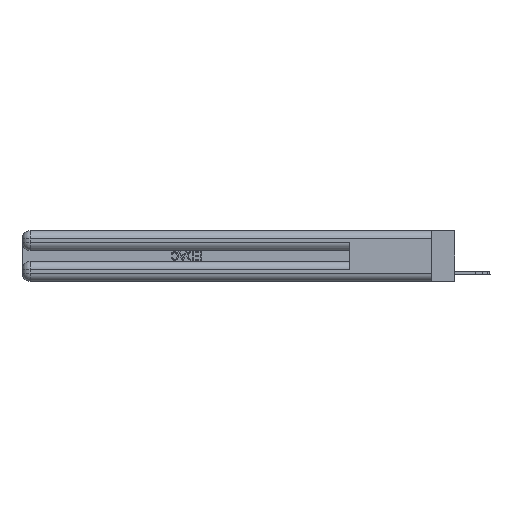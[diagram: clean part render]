
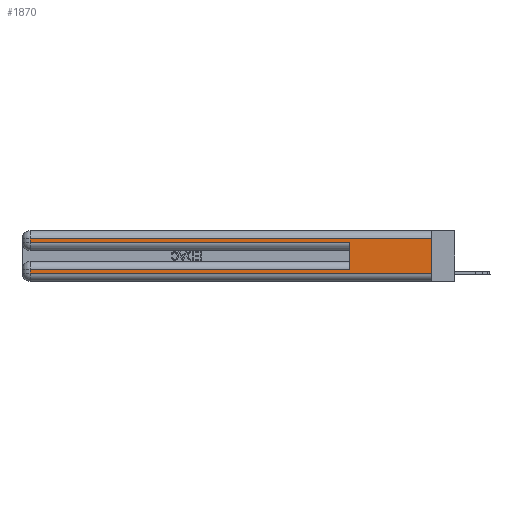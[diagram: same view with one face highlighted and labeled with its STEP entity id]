
A CAD part, left-side view. The second image highlights one B-rep face of the part: STEP entity #1870.
In plain terms, the highlighted planar face has unit normal (-1, 0, 0).
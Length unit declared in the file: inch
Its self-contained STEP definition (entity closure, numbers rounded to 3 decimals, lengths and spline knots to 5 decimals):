
#29 = EDGE_CURVE ( 'NONE', #14376, #26185, #3739, .T. ) ;
#800 = CARTESIAN_POINT ( 'NONE',  ( 0., 0., 0.37 ) ) ;
#1718 = CARTESIAN_POINT ( 'NONE',  ( 0., 0.6, 0.285 ) ) ;
#1870 = ADVANCED_FACE ( 'NONE', ( #10918 ), #15580, .F. ) ;
#2051 = EDGE_CURVE ( 'NONE', #9119, #26185, #16052, .T. ) ;
#2849 = CARTESIAN_POINT ( 'NONE',  ( 0., 0., 0.31 ) ) ;
#3033 = VERTEX_POINT ( 'NONE', #22971 ) ;
#3072 = ORIENTED_EDGE ( 'NONE', *, *, #2051, .F. ) ;
#3188 = VECTOR ( 'NONE', #8822, 39.37008 ) ;
#3484 = CARTESIAN_POINT ( 'NONE',  ( 0., 0.6, 0.085 ) ) ;
#3739 = LINE ( 'NONE', #27862, #16204 ) ;
#4291 = VECTOR ( 'NONE', #8159, 39.37008 ) ;
#5030 = DIRECTION ( 'NONE',  ( 0., 0., -1. ) ) ;
#5452 = DIRECTION ( 'NONE',  ( 1., 0., 0. ) ) ;
#5565 = ORIENTED_EDGE ( 'NONE', *, *, #13294, .T. ) ;
#5759 = LINE ( 'NONE', #7678, #4291 ) ;
#5801 = VERTEX_POINT ( 'NONE', #12888 ) ;
#6584 = VECTOR ( 'NONE', #11232, 39.37008 ) ;
#6983 = CARTESIAN_POINT ( 'NONE',  ( 0., 2.94, 0.37 ) ) ;
#7678 = CARTESIAN_POINT ( 'NONE',  ( 0., 0., 0.37 ) ) ;
#8060 = CARTESIAN_POINT ( 'NONE',  ( 0., 2.94, 0.31 ) ) ;
#8159 = DIRECTION ( 'NONE',  ( 0., 0., -1. ) ) ;
#8504 = LINE ( 'NONE', #18316, #3188 ) ;
#8616 = ORIENTED_EDGE ( 'NONE', *, *, #29, .T. ) ;
#8822 = DIRECTION ( 'NONE',  ( 0., 1., 0. ) ) ;
#9119 = VERTEX_POINT ( 'NONE', #3484 ) ;
#10918 = FACE_OUTER_BOUND ( 'NONE', #19619, .T. ) ;
#11232 = DIRECTION ( 'NONE',  ( 0., 0., 1. ) ) ;
#12888 = CARTESIAN_POINT ( 'NONE',  ( 0., 2.94, 0.06 ) ) ;
#13294 = EDGE_CURVE ( 'NONE', #18565, #5801, #17269, .T. ) ;
#13568 = VECTOR ( 'NONE', #16797, 39.37008 ) ;
#14085 = VECTOR ( 'NONE', #18964, 39.37008 ) ;
#14115 = EDGE_CURVE ( 'NONE', #25296, #30329, #15067, .T. ) ;
#14376 = VERTEX_POINT ( 'NONE', #22758 ) ;
#14475 = EDGE_CURVE ( 'NONE', #30329, #14376, #22217, .T. ) ;
#15067 = LINE ( 'NONE', #2849, #14085 ) ;
#15143 = VECTOR ( 'NONE', #5030, 39.37008 ) ;
#15580 = PLANE ( 'NONE',  #28064 ) ;
#16052 = LINE ( 'NONE', #30988, #6584 ) ;
#16204 = VECTOR ( 'NONE', #23022, 39.37008 ) ;
#16397 = ORIENTED_EDGE ( 'NONE', *, *, #14475, .T. ) ;
#16565 = LINE ( 'NONE', #26361, #21488 ) ;
#16797 = DIRECTION ( 'NONE',  ( 0., 0., -1. ) ) ;
#17269 = LINE ( 'NONE', #6983, #13568 ) ;
#17375 = ORIENTED_EDGE ( 'NONE', *, *, #14115, .T. ) ;
#18316 = CARTESIAN_POINT ( 'NONE',  ( 0., 0., 0.085 ) ) ;
#18565 = VERTEX_POINT ( 'NONE', #29684 ) ;
#18964 = DIRECTION ( 'NONE',  ( 0., 1., 0. ) ) ;
#19619 = EDGE_LOOP ( 'NONE', ( #26722, #17375, #16397, #8616, #3072, #25835, #5565, #28555 ) ) ;
#21065 = CARTESIAN_POINT ( 'NONE',  ( 0., 0., 0.31 ) ) ;
#21488 = VECTOR ( 'NONE', #29249, 39.37008 ) ;
#22217 = LINE ( 'NONE', #24315, #15143 ) ;
#22758 = CARTESIAN_POINT ( 'NONE',  ( 0., 2.94, 0.285 ) ) ;
#22845 = EDGE_CURVE ( 'NONE', #5801, #3033, #16565, .T. ) ;
#22971 = CARTESIAN_POINT ( 'NONE',  ( 0., 0., 0.06 ) ) ;
#23022 = DIRECTION ( 'NONE',  ( 0., -1., 0. ) ) ;
#24315 = CARTESIAN_POINT ( 'NONE',  ( 0., 2.94, 0.37 ) ) ;
#25296 = VERTEX_POINT ( 'NONE', #21065 ) ;
#25534 = DIRECTION ( 'NONE',  ( 0., 0., -1. ) ) ;
#25835 = ORIENTED_EDGE ( 'NONE', *, *, #28114, .T. ) ;
#26185 = VERTEX_POINT ( 'NONE', #1718 ) ;
#26361 = CARTESIAN_POINT ( 'NONE',  ( 0., 0., 0.06 ) ) ;
#26722 = ORIENTED_EDGE ( 'NONE', *, *, #29576, .F. ) ;
#27862 = CARTESIAN_POINT ( 'NONE',  ( 0., 0., 0.285 ) ) ;
#28064 = AXIS2_PLACEMENT_3D ( 'NONE', #800, #5452, #25534 ) ;
#28114 = EDGE_CURVE ( 'NONE', #9119, #18565, #8504, .T. ) ;
#28555 = ORIENTED_EDGE ( 'NONE', *, *, #22845, .T. ) ;
#29249 = DIRECTION ( 'NONE',  ( 0., -1., 0. ) ) ;
#29576 = EDGE_CURVE ( 'NONE', #25296, #3033, #5759, .T. ) ;
#29684 = CARTESIAN_POINT ( 'NONE',  ( 0., 2.94, 0.085 ) ) ;
#30329 = VERTEX_POINT ( 'NONE', #8060 ) ;
#30988 = CARTESIAN_POINT ( 'NONE',  ( 0., 0.6, 0.145 ) ) ;
